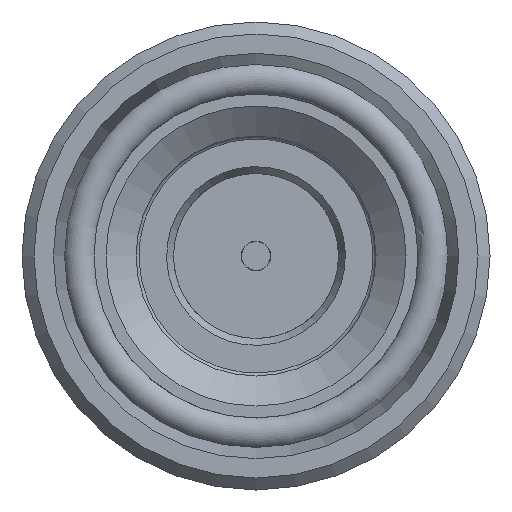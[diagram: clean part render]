
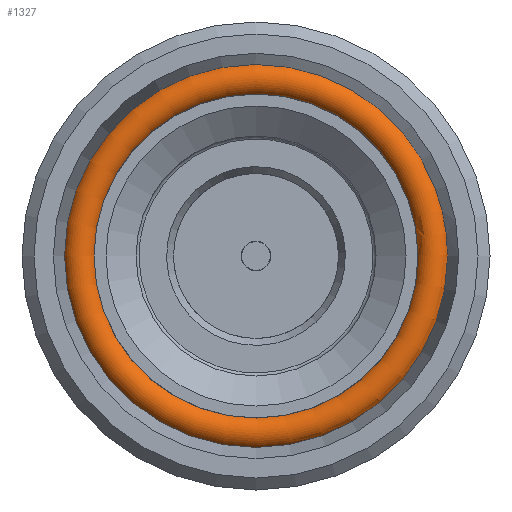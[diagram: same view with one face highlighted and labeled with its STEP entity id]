
A CAD part, left-side view. The second image highlights one B-rep face of the part: STEP entity #1327.
In plain terms, the highlighted toroidal (fillet/blend) face has major radius 29.5 mm and minor radius 2.8 mm.
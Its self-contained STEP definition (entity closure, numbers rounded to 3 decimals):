
#144=TOROIDAL_SURFACE('',#1432,29.5,2.8);
#195=FACE_BOUND('',#361,.T.);
#260=FACE_OUTER_BOUND('',#360,.T.);
#360=EDGE_LOOP('',(#899));
#361=EDGE_LOOP('',(#900));
#512=CIRCLE('',#1433,27.);
#513=CIRCLE('',#1434,31.926);
#607=VERTEX_POINT('',#2010);
#608=VERTEX_POINT('',#2012);
#734=EDGE_CURVE('',#607,#607,#512,.T.);
#735=EDGE_CURVE('',#608,#608,#513,.T.);
#899=ORIENTED_EDGE('',*,*,#734,.F.);
#900=ORIENTED_EDGE('',*,*,#735,.F.);
#1327=ADVANCED_FACE('',(#260,#195),#144,.T.);
#1432=AXIS2_PLACEMENT_3D('',#2009,#1625,#1626);
#1433=AXIS2_PLACEMENT_3D('',#2011,#1627,#1628);
#1434=AXIS2_PLACEMENT_3D('',#2013,#1629,#1630);
#1625=DIRECTION('center_axis',(1.,0.,0.));
#1626=DIRECTION('ref_axis',(0.,0.349,0.937));
#1627=DIRECTION('center_axis',(-1.,0.,0.));
#1628=DIRECTION('ref_axis',(0.,1.,0.));
#1629=DIRECTION('center_axis',(1.,0.,0.));
#1630=DIRECTION('ref_axis',(0.,1.,0.));
#2009=CARTESIAN_POINT('Origin',(-51.7,0.,0.));
#2010=CARTESIAN_POINT('',(-52.961,-25.298,9.435));
#2011=CARTESIAN_POINT('Origin',(-52.961,0.,0.));
#2012=CARTESIAN_POINT('',(-53.098,-31.926,0.));
#2013=CARTESIAN_POINT('Origin',(-53.098,0.,0.));
